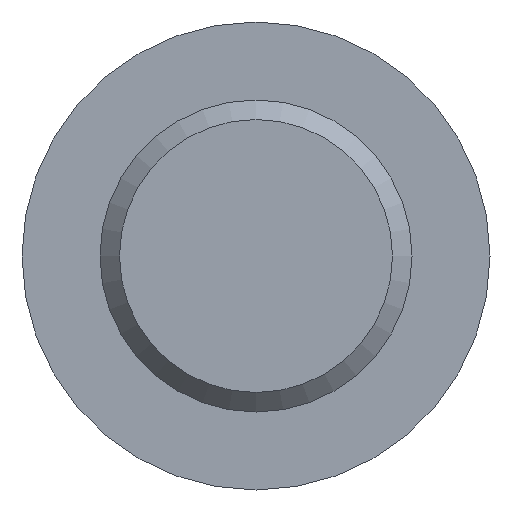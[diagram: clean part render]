
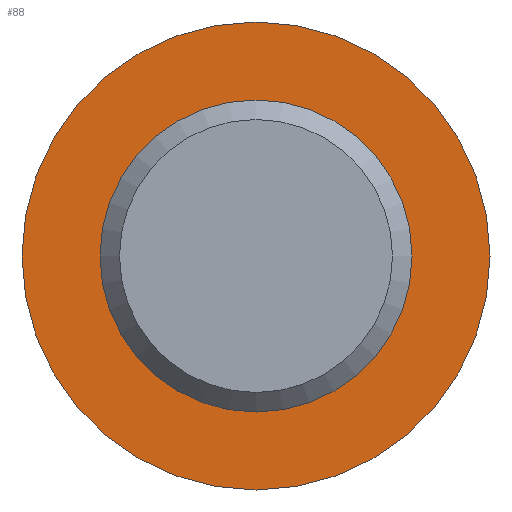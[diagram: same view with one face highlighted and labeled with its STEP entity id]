
A CAD part, front view. The second image highlights one B-rep face of the part: STEP entity #88.
In plain terms, the highlighted planar face has unit normal (0, -1, 0).
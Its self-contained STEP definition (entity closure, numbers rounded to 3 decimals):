
#14 = CARTESIAN_POINT ( 'NONE',  ( 0., 50., 0. ) ) ;
#21 = DIRECTION ( 'NONE',  ( 0., -1., 0. ) ) ;
#45 = AXIS2_PLACEMENT_3D ( 'NONE', #282, #444, #237 ) ;
#46 = CIRCLE ( 'NONE', #223, 10. ) ;
#55 = FACE_OUTER_BOUND ( 'NONE', #535, .T. ) ;
#88 = ADVANCED_FACE ( 'NONE', ( #440, #55 ), #523, .F. ) ;
#110 = DIRECTION ( 'NONE',  ( 0., -1., 0. ) ) ;
#146 = ORIENTED_EDGE ( 'NONE', *, *, #317, .F. ) ;
#204 = CIRCLE ( 'NONE', #404, 15. ) ;
#223 = AXIS2_PLACEMENT_3D ( 'NONE', #322, #21, #285 ) ;
#237 = DIRECTION ( 'NONE',  ( 0., 0., 1. ) ) ;
#282 = CARTESIAN_POINT ( 'NONE',  ( -10., 50., 0. ) ) ;
#285 = DIRECTION ( 'NONE',  ( 0., 0., -1. ) ) ;
#291 = ORIENTED_EDGE ( 'NONE', *, *, #342, .T. ) ;
#303 = VERTEX_POINT ( 'NONE', #472 ) ;
#307 = CARTESIAN_POINT ( 'NONE',  ( 0., 50., -10. ) ) ;
#317 = EDGE_CURVE ( 'NONE', #386, #386, #46, .T. ) ;
#322 = CARTESIAN_POINT ( 'NONE',  ( 0., 50., 0. ) ) ;
#342 = EDGE_CURVE ( 'NONE', #303, #303, #204, .T. ) ;
#386 = VERTEX_POINT ( 'NONE', #307 ) ;
#404 = AXIS2_PLACEMENT_3D ( 'NONE', #14, #110, #405 ) ;
#405 = DIRECTION ( 'NONE',  ( 0., 0., -1. ) ) ;
#440 = FACE_BOUND ( 'NONE', #512, .T. ) ;
#444 = DIRECTION ( 'NONE',  ( 0., 1., 0. ) ) ;
#472 = CARTESIAN_POINT ( 'NONE',  ( 0., 50., -15. ) ) ;
#512 = EDGE_LOOP ( 'NONE', ( #146 ) ) ;
#523 = PLANE ( 'NONE',  #45 ) ;
#535 = EDGE_LOOP ( 'NONE', ( #291 ) ) ;
